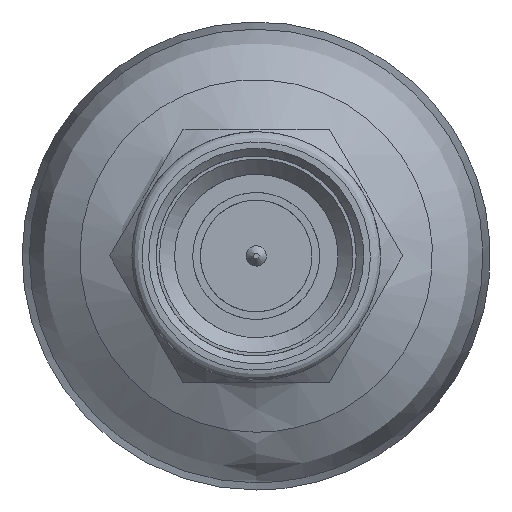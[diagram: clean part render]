
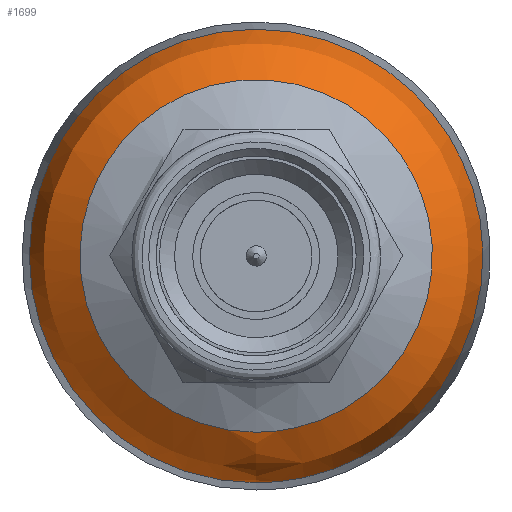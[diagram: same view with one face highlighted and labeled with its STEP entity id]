
A CAD part, left-side view. The second image highlights one B-rep face of the part: STEP entity #1699.
In plain terms, the highlighted free-form (B-spline) face has degree [2, 2] with [7, 3] control points.
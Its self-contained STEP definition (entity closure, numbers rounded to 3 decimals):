
#1654 = EDGE_CURVE('',#1655,#1655,#1657,.T.);
#1655 = VERTEX_POINT('',#1656);
#1656 = CARTESIAN_POINT('',(52.413,0.004,
    -4.845));
#1657 = ( BOUNDED_CURVE() B_SPLINE_CURVE(2,(#1658,#1659,#1660,#1661,
#1662,#1663,#1664),.UNSPECIFIED.,.T.,.F.) B_SPLINE_CURVE_WITH_KNOTS((1,2
    ,2,2,2,1),(-2.094,0.,2.094,4.189,
6.283,8.378),.UNSPECIFIED.) CURVE() 
GEOMETRIC_REPRESENTATION_ITEM() RATIONAL_B_SPLINE_CURVE((1.,0.5,1.,0.5,
1.,0.5,1.)) REPRESENTATION_ITEM('') );
#1658 = CARTESIAN_POINT('',(52.413,0.004,
    -4.845));
#1659 = CARTESIAN_POINT('',(52.413,8.387,
    -4.845));
#1660 = CARTESIAN_POINT('',(52.413,4.195,
    2.415));
#1661 = CARTESIAN_POINT('',(52.413,0.004,
    9.674));
#1662 = CARTESIAN_POINT('',(52.413,-4.187,
    2.415));
#1663 = CARTESIAN_POINT('',(52.413,-8.379,
    -4.845));
#1664 = CARTESIAN_POINT('',(52.413,0.004,
    -4.845));
#1699 = ADVANCED_FACE('',(#1700),#1726,.T.);
#1700 = FACE_BOUND('',#1701,.T.);
#1701 = EDGE_LOOP('',(#1702,#1703,#1715,#1725));
#1702 = ORIENTED_EDGE('',*,*,#1654,.T.);
#1703 = ORIENTED_EDGE('',*,*,#1704,.T.);
#1704 = EDGE_CURVE('',#1655,#1705,#1707,.T.);
#1705 = VERTEX_POINT('',#1706);
#1706 = CARTESIAN_POINT('',(54.24,0.004,
    -6.232));
#1707 = ( BOUNDED_CURVE() B_SPLINE_CURVE(6,(#1708,#1709,#1710,#1711,
#1712,#1713,#1714),.UNSPECIFIED.,.F.,.F.) B_SPLINE_CURVE_WITH_KNOTS((7,7
),(5.013,6.254),.PIECEWISE_BEZIER_KNOTS.) CURVE() 
GEOMETRIC_REPRESENTATION_ITEM() RATIONAL_B_SPLINE_CURVE((1.019,
    1.006,0.999,0.996,0.999,
1.006,1.019)) REPRESENTATION_ITEM('') );
#1708 = CARTESIAN_POINT('',(52.413,0.004,
    -4.845));
#1709 = CARTESIAN_POINT('',(52.535,0.004,
    -5.24));
#1710 = CARTESIAN_POINT('',(52.754,0.004,
    -5.598));
#1711 = CARTESIAN_POINT('',(53.057,0.004,
    -5.893));
#1712 = CARTESIAN_POINT('',(53.423,0.004,
    -6.105));
#1713 = CARTESIAN_POINT('',(53.827,0.004,
    -6.22));
#1714 = CARTESIAN_POINT('',(54.24,0.004,
    -6.232));
#1715 = ORIENTED_EDGE('',*,*,#1716,.F.);
#1716 = EDGE_CURVE('',#1705,#1705,#1717,.T.);
#1717 = ( BOUNDED_CURVE() B_SPLINE_CURVE(2,(#1718,#1719,#1720,#1721,
#1722,#1723,#1724),.UNSPECIFIED.,.T.,.F.) B_SPLINE_CURVE_WITH_KNOTS((1,2
    ,2,2,2,1),(-2.094,0.,2.094,4.189,
6.283,8.378),.UNSPECIFIED.) CURVE() 
GEOMETRIC_REPRESENTATION_ITEM() RATIONAL_B_SPLINE_CURVE((1.,0.5,1.,0.5,
1.,0.5,1.)) REPRESENTATION_ITEM('') );
#1718 = CARTESIAN_POINT('',(54.24,0.004,
    -6.232));
#1719 = CARTESIAN_POINT('',(54.24,10.79,
    -6.232));
#1720 = CARTESIAN_POINT('',(54.24,5.397,
    3.109));
#1721 = CARTESIAN_POINT('',(54.24,0.004,
    12.45));
#1722 = CARTESIAN_POINT('',(54.24,-5.389,
    3.109));
#1723 = CARTESIAN_POINT('',(54.24,-10.782,
    -6.232));
#1724 = CARTESIAN_POINT('',(54.24,0.004,
    -6.232));
#1725 = ORIENTED_EDGE('',*,*,#1704,.F.);
#1726 = ( BOUNDED_SURFACE() B_SPLINE_SURFACE(2,2,(
    (#1727,#1728,#1729)
    ,(#1730,#1731,#1732)
    ,(#1733,#1734,#1735)
    ,(#1736,#1737,#1738)
    ,(#1739,#1740,#1741)
    ,(#1742,#1743,#1744)
    ,(#1745,#1746,#1747
)),.UNSPECIFIED.,.T.,.F.,.F.) B_SPLINE_SURFACE_WITH_KNOTS((1,2,2,2,2,1),
  (3,3),(-2.094,0.,2.094,4.189,6.283,
    8.378),(5.013,6.254),.UNSPECIFIED.) 
GEOMETRIC_REPRESENTATION_ITEM() RATIONAL_B_SPLINE_SURFACE((
    (1.,0.814,1.)
    ,(0.5,0.407,0.5)
    ,(1.,0.814,1.)
    ,(0.5,0.407,0.5)
    ,(1.,0.814,1.)
    ,(0.5,0.407,0.5)
,(1.,0.814,1.))) REPRESENTATION_ITEM('') SURFACE() );
#1727 = CARTESIAN_POINT('',(52.413,0.004,
    -4.845));
#1728 = CARTESIAN_POINT('',(52.83,0.004,
    -6.192));
#1729 = CARTESIAN_POINT('',(54.24,0.004,
    -6.232));
#1730 = CARTESIAN_POINT('',(52.413,8.387,
    -4.845));
#1731 = CARTESIAN_POINT('',(52.83,10.72,
    -6.192));
#1732 = CARTESIAN_POINT('',(54.24,10.79,
    -6.232));
#1733 = CARTESIAN_POINT('',(52.413,4.195,
    2.415));
#1734 = CARTESIAN_POINT('',(52.83,5.362,3.088)
  );
#1735 = CARTESIAN_POINT('',(54.24,5.397,
    3.109));
#1736 = CARTESIAN_POINT('',(52.413,0.004,
    9.674));
#1737 = CARTESIAN_POINT('',(52.83,0.004,
    12.368));
#1738 = CARTESIAN_POINT('',(54.24,0.004,
    12.45));
#1739 = CARTESIAN_POINT('',(52.413,-4.187,
    2.415));
#1740 = CARTESIAN_POINT('',(52.83,-5.354,3.088
    ));
#1741 = CARTESIAN_POINT('',(54.24,-5.389,
    3.109));
#1742 = CARTESIAN_POINT('',(52.413,-8.379,
    -4.845));
#1743 = CARTESIAN_POINT('',(52.83,-10.711,
    -6.192));
#1744 = CARTESIAN_POINT('',(54.24,-10.782,
    -6.232));
#1745 = CARTESIAN_POINT('',(52.413,0.004,
    -4.845));
#1746 = CARTESIAN_POINT('',(52.83,0.004,
    -6.192));
#1747 = CARTESIAN_POINT('',(54.24,0.004,
    -6.232));
